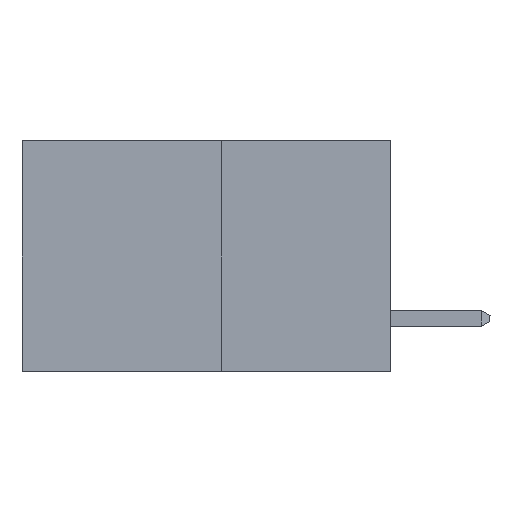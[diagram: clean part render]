
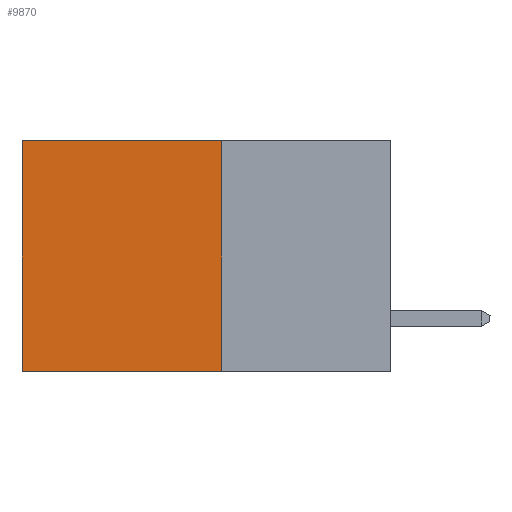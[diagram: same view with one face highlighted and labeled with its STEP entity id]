
A CAD part, left-side view. The second image highlights one B-rep face of the part: STEP entity #9870.
In plain terms, the highlighted planar face has unit normal (-1, 0, 0).
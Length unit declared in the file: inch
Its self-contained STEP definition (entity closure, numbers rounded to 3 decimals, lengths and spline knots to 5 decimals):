
#788 = PLANE ( 'NONE',  #11168 ) ;
#1304 = CARTESIAN_POINT ( 'NONE',  ( 0.277, 0.27, -0.37 ) ) ;
#1480 = EDGE_LOOP ( 'NONE', ( #4442, #7078, #4750, #7403 ) ) ;
#1521 = EDGE_CURVE ( 'NONE', #11573, #9216, #7339, .T. ) ;
#1770 = CARTESIAN_POINT ( 'NONE',  ( 0.277, 0.59, 0. ) ) ;
#1782 = VERTEX_POINT ( 'NONE', #4256 ) ;
#1840 = CARTESIAN_POINT ( 'NONE',  ( 0.277, 0.59, -0.37 ) ) ;
#2865 = DIRECTION ( 'NONE',  ( 0., 0., -1. ) ) ;
#3778 = EDGE_CURVE ( 'NONE', #4574, #9216, #9901, .T. ) ;
#4011 = EDGE_CURVE ( 'NONE', #1782, #11573, #7107, .T. ) ;
#4256 = CARTESIAN_POINT ( 'NONE',  ( 0.277, 0.27, 0. ) ) ;
#4442 = ORIENTED_EDGE ( 'NONE', *, *, #3778, .T. ) ;
#4517 = LINE ( 'NONE', #9161, #9468 ) ;
#4574 = VERTEX_POINT ( 'NONE', #1770 ) ;
#4691 = VECTOR ( 'NONE', #6298, 39.37008 ) ;
#4750 = ORIENTED_EDGE ( 'NONE', *, *, #4011, .F. ) ;
#5921 = CARTESIAN_POINT ( 'NONE',  ( 0.277, 0.27, -0.37 ) ) ;
#6214 = DIRECTION ( 'NONE',  ( 0., 1., 0. ) ) ;
#6298 = DIRECTION ( 'NONE',  ( 0., 1., 0. ) ) ;
#6801 = FACE_OUTER_BOUND ( 'NONE', #1480, .T. ) ;
#7014 = DIRECTION ( 'NONE',  ( 0., 0., -1. ) ) ;
#7078 = ORIENTED_EDGE ( 'NONE', *, *, #1521, .F. ) ;
#7107 = LINE ( 'NONE', #9126, #11975 ) ;
#7274 = VECTOR ( 'NONE', #11628, 39.37008 ) ;
#7339 = LINE ( 'NONE', #5921, #4691 ) ;
#7403 = ORIENTED_EDGE ( 'NONE', *, *, #12084, .T. ) ;
#7884 = CARTESIAN_POINT ( 'NONE',  ( 0.277, 0.27, -0.37 ) ) ;
#8853 = DIRECTION ( 'NONE',  ( 1., 0., 0. ) ) ;
#9126 = CARTESIAN_POINT ( 'NONE',  ( 0.277, 0.27, -0.37 ) ) ;
#9161 = CARTESIAN_POINT ( 'NONE',  ( 0.277, 0.27, 0. ) ) ;
#9216 = VERTEX_POINT ( 'NONE', #1840 ) ;
#9468 = VECTOR ( 'NONE', #6214, 39.37008 ) ;
#9870 = ADVANCED_FACE ( 'NONE', ( #6801 ), #788, .F. ) ;
#9901 = LINE ( 'NONE', #11543, #7274 ) ;
#11168 = AXIS2_PLACEMENT_3D ( 'NONE', #7884, #8853, #2865 ) ;
#11543 = CARTESIAN_POINT ( 'NONE',  ( 0.277, 0.59, -0.37 ) ) ;
#11573 = VERTEX_POINT ( 'NONE', #1304 ) ;
#11628 = DIRECTION ( 'NONE',  ( 0., 0., -1. ) ) ;
#11975 = VECTOR ( 'NONE', #7014, 39.37008 ) ;
#12084 = EDGE_CURVE ( 'NONE', #1782, #4574, #4517, .T. ) ;
